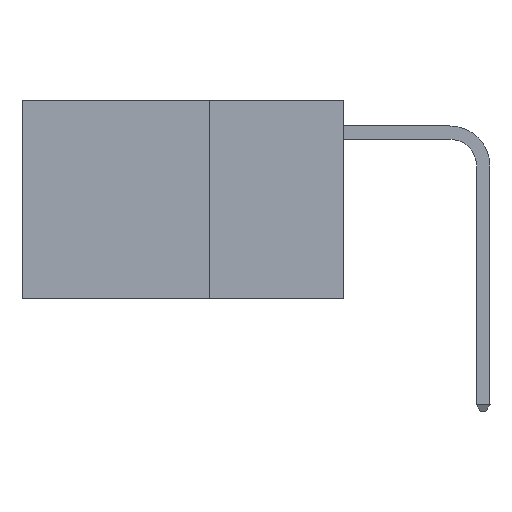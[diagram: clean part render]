
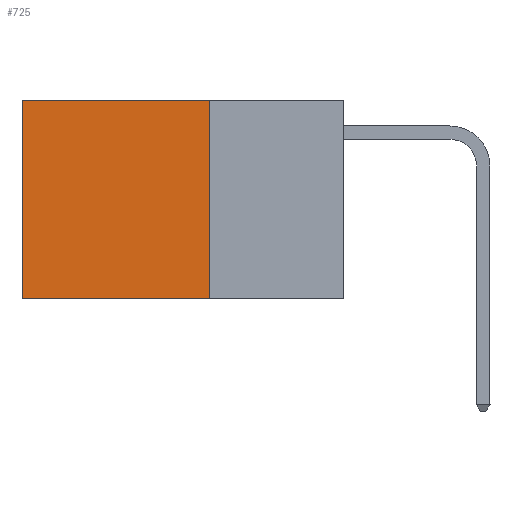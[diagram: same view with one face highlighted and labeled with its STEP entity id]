
A CAD part, left-side view. The second image highlights one B-rep face of the part: STEP entity #725.
In plain terms, the highlighted planar face has unit normal (-1, 0, 0).
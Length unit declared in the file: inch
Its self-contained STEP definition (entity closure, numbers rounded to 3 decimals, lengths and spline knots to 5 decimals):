
#335 = CARTESIAN_POINT ( 'NONE',  ( 0.2625, 0.6, -0.37 ) ) ;
#725 = ADVANCED_FACE ( 'NONE', ( #16335 ), #16663, .F. ) ;
#2408 = VECTOR ( 'NONE', #14063, 39.37008 ) ;
#3390 = LINE ( 'NONE', #14526, #16166 ) ;
#3553 = CARTESIAN_POINT ( 'NONE',  ( 0.2625, 0.6, 0. ) ) ;
#4001 = VERTEX_POINT ( 'NONE', #18262 ) ;
#4410 = VERTEX_POINT ( 'NONE', #335 ) ;
#4628 = VERTEX_POINT ( 'NONE', #11374 ) ;
#5018 = VECTOR ( 'NONE', #20344, 39.37008 ) ;
#7121 = EDGE_CURVE ( 'NONE', #21308, #4410, #20899, .T. ) ;
#9359 = LINE ( 'NONE', #14220, #17481 ) ;
#9632 = LINE ( 'NONE', #13404, #5018 ) ;
#9705 = EDGE_CURVE ( 'NONE', #4001, #21308, #9632, .T. ) ;
#9969 = EDGE_CURVE ( 'NONE', #4001, #4628, #9359, .T. ) ;
#10133 = ORIENTED_EDGE ( 'NONE', *, *, #9969, .F. ) ;
#10824 = ORIENTED_EDGE ( 'NONE', *, *, #18435, .F. ) ;
#11374 = CARTESIAN_POINT ( 'NONE',  ( 0.2625, 0.25, -0.37 ) ) ;
#12362 = CARTESIAN_POINT ( 'NONE',  ( 0.2625, 0.6, 0. ) ) ;
#13404 = CARTESIAN_POINT ( 'NONE',  ( 0.2625, 0.25, 0. ) ) ;
#14063 = DIRECTION ( 'NONE',  ( 0., 0., -1. ) ) ;
#14220 = CARTESIAN_POINT ( 'NONE',  ( 0.2625, 0.25, 0. ) ) ;
#14526 = CARTESIAN_POINT ( 'NONE',  ( 0.2625, 0.25, -0.37 ) ) ;
#16166 = VECTOR ( 'NONE', #16245, 39.37008 ) ;
#16245 = DIRECTION ( 'NONE',  ( 0., 1., 0. ) ) ;
#16335 = FACE_OUTER_BOUND ( 'NONE', #16657, .T. ) ;
#16346 = DIRECTION ( 'NONE',  ( 0., 0., -1. ) ) ;
#16376 = DIRECTION ( 'NONE',  ( 1., 0., 0. ) ) ;
#16629 = CARTESIAN_POINT ( 'NONE',  ( 0.2625, 0.25, 0. ) ) ;
#16657 = EDGE_LOOP ( 'NONE', ( #20895, #10824, #10133, #20990 ) ) ;
#16663 = PLANE ( 'NONE',  #18363 ) ;
#17481 = VECTOR ( 'NONE', #19418, 39.37008 ) ;
#18262 = CARTESIAN_POINT ( 'NONE',  ( 0.2625, 0.25, 0. ) ) ;
#18363 = AXIS2_PLACEMENT_3D ( 'NONE', #16629, #16376, #16346 ) ;
#18435 = EDGE_CURVE ( 'NONE', #4628, #4410, #3390, .T. ) ;
#19418 = DIRECTION ( 'NONE',  ( 0., 0., -1. ) ) ;
#20344 = DIRECTION ( 'NONE',  ( 0., 1., 0. ) ) ;
#20895 = ORIENTED_EDGE ( 'NONE', *, *, #7121, .T. ) ;
#20899 = LINE ( 'NONE', #3553, #2408 ) ;
#20990 = ORIENTED_EDGE ( 'NONE', *, *, #9705, .T. ) ;
#21308 = VERTEX_POINT ( 'NONE', #12362 ) ;
